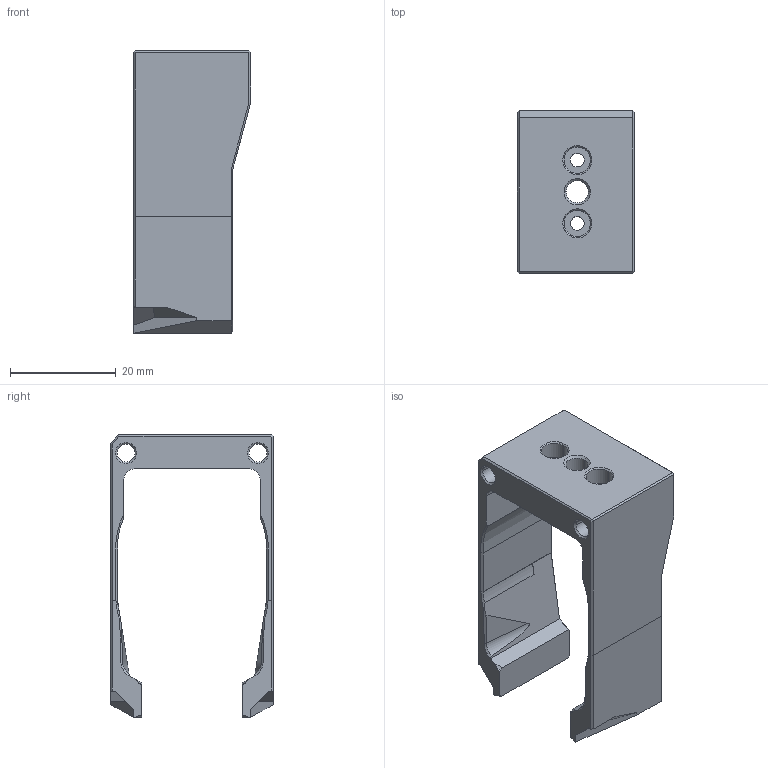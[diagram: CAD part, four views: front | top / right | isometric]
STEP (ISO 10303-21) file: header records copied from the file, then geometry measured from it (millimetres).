
FILE_DESCRIPTION (( 'STEP AP214' ), '1' );
FILE_NAME ('Inky-Hotend-Mount.STEP', '2023-04-25T04:35:41', ( '' ), ( '' ), 'SwSTEP 2.0', 'SolidWorks 2022', '' );
FILE_SCHEMA (( 'AUTOMOTIVE_DESIGN' ));
Length unit declared in the file: millimetre
Products named in the file (1): Inky-Hotend-Mount
Bounding box: 22.19 x 30.8 x 53.6 mm (x, y, z)
Volume: 8218 mm3; surface area: 6960.2 mm2
Topology: 3 solids, 3 shells, 178 faces, 464 edges, 298 vertices
Faces by surface type: plane 130, cylinder 24, cone 18, bspline 6
Entity records: 7623 total; most frequent: CARTESIAN_POINT 1392, ORIENTED_EDGE 928, DIRECTION 844, EDGE_CURVE 464, VECTOR 362, LINE 362, VERTEX_POINT 298, AXIS2_PLACEMENT_3D 241
